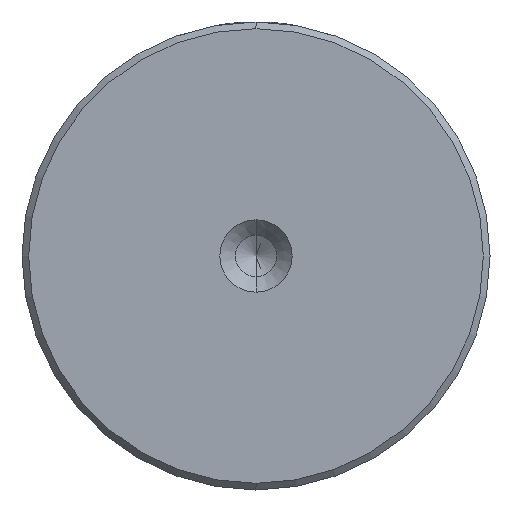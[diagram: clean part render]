
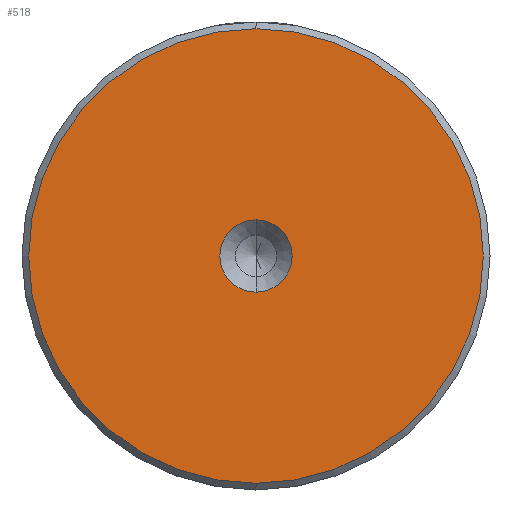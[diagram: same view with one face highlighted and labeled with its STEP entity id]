
A CAD part, left-side view. The second image highlights one B-rep face of the part: STEP entity #518.
In plain terms, the highlighted planar face has unit normal (-1, 0, 0).
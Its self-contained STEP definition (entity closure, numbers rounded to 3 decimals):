
#240 = AXIS2_PLACEMENT_3D ( 'NONE', #885, #643, #513 ) ;
#263 = EDGE_CURVE ( 'NONE', #386, #709, #309, .T. ) ;
#309 = CIRCLE ( 'NONE', #2075, 2.7 ) ;
#386 = VERTEX_POINT ( 'NONE', #403 ) ;
#395 = FACE_OUTER_BOUND ( 'NONE', #1296, .T. ) ;
#402 = DIRECTION ( 'NONE',  ( -1., 0., 0. ) ) ;
#403 = CARTESIAN_POINT ( 'NONE',  ( 0., 0., -2.7 ) ) ;
#468 = ORIENTED_EDGE ( 'NONE', *, *, #263, .F. ) ;
#513 = DIRECTION ( 'NONE',  ( 0., 0., 1. ) ) ;
#518 = ADVANCED_FACE ( 'NONE', ( #395, #1338 ), #1040, .T. ) ;
#521 = EDGE_CURVE ( 'NONE', #709, #386, #1056, .T. ) ;
#643 = DIRECTION ( 'NONE',  ( -1., 0., 0. ) ) ;
#657 = CARTESIAN_POINT ( 'NONE',  ( 0., 0., 2.7 ) ) ;
#709 = VERTEX_POINT ( 'NONE', #657 ) ;
#792 = CIRCLE ( 'NONE', #948, 17. ) ;
#833 = EDGE_CURVE ( 'NONE', #2155, #1313, #792, .T. ) ;
#861 = DIRECTION ( 'NONE',  ( 0., 0., 1. ) ) ;
#885 = CARTESIAN_POINT ( 'NONE',  ( 0., 0., 0. ) ) ;
#948 = AXIS2_PLACEMENT_3D ( 'NONE', #1866, #1710, #861 ) ;
#1031 = EDGE_LOOP ( 'NONE', ( #1536, #468 ) ) ;
#1040 = PLANE ( 'NONE',  #240 ) ;
#1056 = CIRCLE ( 'NONE', #1572, 2.7 ) ;
#1296 = EDGE_LOOP ( 'NONE', ( #1730, #1455 ) ) ;
#1313 = VERTEX_POINT ( 'NONE', #1967 ) ;
#1336 = EDGE_CURVE ( 'NONE', #1313, #2155, #1792, .T. ) ;
#1338 = FACE_BOUND ( 'NONE', #1031, .T. ) ;
#1453 = DIRECTION ( 'NONE',  ( -1., 0., 0. ) ) ;
#1455 = ORIENTED_EDGE ( 'NONE', *, *, #833, .T. ) ;
#1461 = DIRECTION ( 'NONE',  ( 0., 0., 1. ) ) ;
#1464 = CARTESIAN_POINT ( 'NONE',  ( 0., 0., 0. ) ) ;
#1536 = ORIENTED_EDGE ( 'NONE', *, *, #521, .F. ) ;
#1572 = AXIS2_PLACEMENT_3D ( 'NONE', #2125, #1453, #1461 ) ;
#1615 = DIRECTION ( 'NONE',  ( 0., 0., 1. ) ) ;
#1625 = DIRECTION ( 'NONE',  ( 0., 0., 1. ) ) ;
#1633 = DIRECTION ( 'NONE',  ( -1., 0., 0. ) ) ;
#1710 = DIRECTION ( 'NONE',  ( -1., 0., 0. ) ) ;
#1715 = CARTESIAN_POINT ( 'NONE',  ( 0., 0., 0. ) ) ;
#1730 = ORIENTED_EDGE ( 'NONE', *, *, #1336, .T. ) ;
#1792 = CIRCLE ( 'NONE', #1912, 17. ) ;
#1866 = CARTESIAN_POINT ( 'NONE',  ( 0., 0., 0. ) ) ;
#1912 = AXIS2_PLACEMENT_3D ( 'NONE', #1464, #402, #1625 ) ;
#1967 = CARTESIAN_POINT ( 'NONE',  ( 0., 0., -17. ) ) ;
#2075 = AXIS2_PLACEMENT_3D ( 'NONE', #1715, #1633, #1615 ) ;
#2125 = CARTESIAN_POINT ( 'NONE',  ( 0., 0., 0. ) ) ;
#2155 = VERTEX_POINT ( 'NONE', #2191 ) ;
#2191 = CARTESIAN_POINT ( 'NONE',  ( 0., 0., 17. ) ) ;
